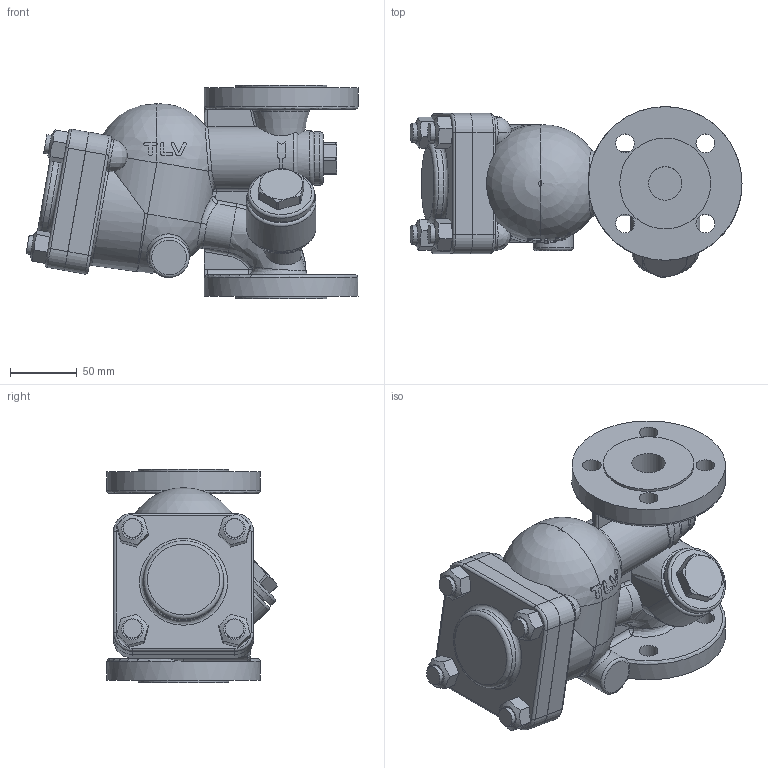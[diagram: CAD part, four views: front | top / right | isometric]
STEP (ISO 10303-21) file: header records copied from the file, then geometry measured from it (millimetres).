
FILE_DESCRIPTION((''),'2;1');
FILE_NAME('sjh5v-025-e0025-00.stp','2011-04-08T13:24:15',('knakanishi'),(''),'Autodesk Inventor 2008','Autodesk Inventor 2008','');
FILE_SCHEMA(('AUTOMOTIVE_DESIGN { 1 0 10303 214 1 1 1 1 }'));
Length unit declared in the file: millimetre
Products named in the file (1): sjh5v-025-e0025-00
Bounding box: 248.48 x 127.66 x 160 mm (x, y, z)
Volume: 1760658.2 mm3; surface area: 167952.1 mm2
Topology: 1 solids, 1 shells, 318 faces, 823 edges, 523 vertices
Faces by surface type: plane 110, cylinder 82, bspline 81, cone 18, torus 17, sphere 10
Full cylindrical faces by diameter (mm): 14 x8, 25 x1, 30 x2, 38.029 x1, 40 x1, 50 x1, 60 x1, 68 x1, 88 x1, 115 x2
Entity records: 18260 total; most frequent: CARTESIAN_POINT 11334, ORIENTED_EDGE 1506, DIRECTION 1278, EDGE_CURVE 753, AXIS2_PLACEMENT_3D 524, VERTEX_POINT 499, EDGE_LOOP 394, FACE_OUTER_BOUND 317
